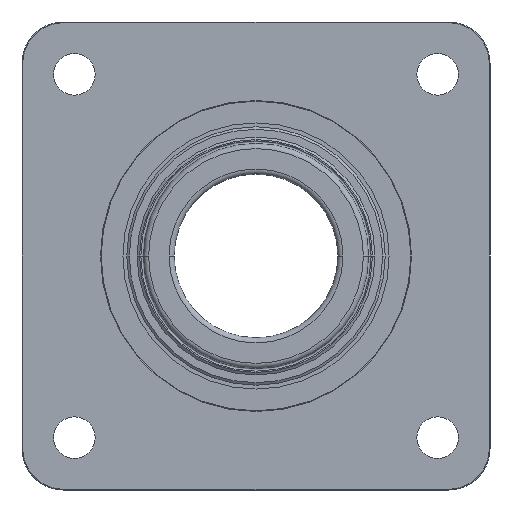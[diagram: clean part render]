
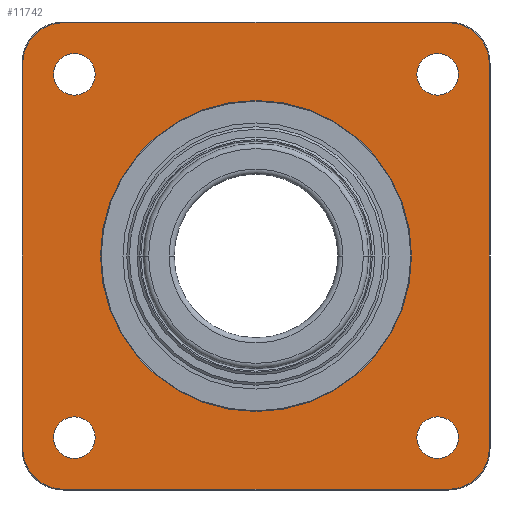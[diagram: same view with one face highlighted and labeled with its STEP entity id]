
A CAD part, left-side view. The second image highlights one B-rep face of the part: STEP entity #11742.
In plain terms, the highlighted planar face has unit normal (-1, 0, 0).
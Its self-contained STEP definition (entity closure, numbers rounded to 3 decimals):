
#9877=CARTESIAN_POINT('',(-16.38,55.5,-55.5));
#9878=DIRECTION('',(1.,0.,0.));
#9879=DIRECTION('',(0.,0.,1.));
#9880=AXIS2_PLACEMENT_3D('',#9877,#9878,#9879);
#9885=CARTESIAN_POINT('',(-16.38,55.5,-55.5));
#9886=DIRECTION('',(1.,0.,0.));
#9887=DIRECTION('',(0.,0.,-1.));
#9888=AXIS2_PLACEMENT_3D('',#9885,#9886,#9887);
#9893=CARTESIAN_POINT('',(-16.38,-55.5,-55.5));
#9894=DIRECTION('',(1.,0.,0.));
#9895=DIRECTION('',(0.,0.,1.));
#9896=AXIS2_PLACEMENT_3D('',#9893,#9894,#9895);
#9901=CARTESIAN_POINT('',(-16.38,-55.5,-55.5));
#9902=DIRECTION('',(1.,0.,0.));
#9903=DIRECTION('',(0.,0.,-1.));
#9904=AXIS2_PLACEMENT_3D('',#9901,#9902,#9903);
#9909=CARTESIAN_POINT('',(-16.38,-55.5,55.5));
#9910=DIRECTION('',(1.,0.,0.));
#9911=DIRECTION('',(0.,0.,1.));
#9912=AXIS2_PLACEMENT_3D('',#9909,#9910,#9911);
#9917=CARTESIAN_POINT('',(-16.38,-55.5,55.5));
#9918=DIRECTION('',(1.,0.,0.));
#9919=DIRECTION('',(0.,0.,-1.));
#9920=AXIS2_PLACEMENT_3D('',#9917,#9918,#9919);
#9925=CARTESIAN_POINT('',(-16.38,55.5,55.5));
#9926=DIRECTION('',(1.,0.,0.));
#9927=DIRECTION('',(0.,0.,1.));
#9928=AXIS2_PLACEMENT_3D('',#9925,#9926,#9927);
#9933=CARTESIAN_POINT('',(-16.38,55.5,55.5));
#9934=DIRECTION('',(1.,0.,0.));
#9935=DIRECTION('',(0.,0.,-1.));
#9936=AXIS2_PLACEMENT_3D('',#9933,#9934,#9935);
#9941=CARTESIAN_POINT('',(-16.38,0.,0.));
#9942=DIRECTION('',(-1.,0.,0.));
#9943=DIRECTION('',(0.,-1.,0.));
#9944=AXIS2_PLACEMENT_3D('',#9941,#9942,#9943);
#9949=CARTESIAN_POINT('',(-16.38,0.,0.));
#9950=DIRECTION('',(-1.,0.,0.));
#9951=DIRECTION('',(0.,1.,0.));
#9952=AXIS2_PLACEMENT_3D('',#9949,#9950,#9951);
#9957=CARTESIAN_POINT('',(-16.38,58.8,-58.8));
#9958=DIRECTION('',(-1.,0.,0.));
#9959=DIRECTION('',(0.,1.,0.));
#9960=AXIS2_PLACEMENT_3D('',#9957,#9958,#9959);
#9965=DIRECTION('',(0.,0.,-1.));
#9966=VECTOR('',#9965,117.6);
#9967=CARTESIAN_POINT('',(-16.38,71.3,58.8));
#9968=LINE('',#9967,#9966);
#9972=CARTESIAN_POINT('',(-16.38,58.8,58.8));
#9973=DIRECTION('',(-1.,0.,0.));
#9974=DIRECTION('',(0.,0.,1.));
#9975=AXIS2_PLACEMENT_3D('',#9972,#9973,#9974);
#9980=DIRECTION('',(0.,1.,0.));
#9981=VECTOR('',#9980,117.6);
#9982=CARTESIAN_POINT('',(-16.38,-58.8,71.3));
#9983=LINE('',#9982,#9981);
#9987=CARTESIAN_POINT('',(-16.38,-58.8,58.8));
#9988=DIRECTION('',(-1.,0.,0.));
#9989=DIRECTION('',(0.,-1.,0.));
#9990=AXIS2_PLACEMENT_3D('',#9987,#9988,#9989);
#9995=DIRECTION('',(0.,0.,1.));
#9996=VECTOR('',#9995,117.6);
#9997=CARTESIAN_POINT('',(-16.38,-71.3,-58.8));
#9998=LINE('',#9997,#9996);
#10002=CARTESIAN_POINT('',(-16.38,-58.8,-58.8));
#10003=DIRECTION('',(-1.,0.,0.));
#10004=DIRECTION('',(0.,0.,-1.));
#10005=AXIS2_PLACEMENT_3D('',#10002,#10003,#10004);
#10010=DIRECTION('',(0.,-1.,0.));
#10011=VECTOR('',#10010,117.6);
#10012=CARTESIAN_POINT('',(-16.38,58.8,-71.3));
#10013=LINE('',#10012,#10011);
#11370=CARTESIAN_POINT('',(-16.38,55.5,-49.15));
#11371=CARTESIAN_POINT('',(-16.38,55.5,-61.85));
#11372=VERTEX_POINT('',#11370);
#11373=VERTEX_POINT('',#11371);
#11374=CARTESIAN_POINT('',(-16.38,55.5,61.85));
#11375=CARTESIAN_POINT('',(-16.38,55.5,49.15));
#11376=VERTEX_POINT('',#11374);
#11377=VERTEX_POINT('',#11375);
#11378=CARTESIAN_POINT('',(-16.38,-55.5,61.85));
#11379=CARTESIAN_POINT('',(-16.38,-55.5,49.15));
#11380=VERTEX_POINT('',#11378);
#11381=VERTEX_POINT('',#11379);
#11382=CARTESIAN_POINT('',(-16.38,-55.5,-49.15));
#11383=CARTESIAN_POINT('',(-16.38,-55.5,-61.85));
#11384=VERTEX_POINT('',#11382);
#11385=VERTEX_POINT('',#11383);
#11462=CARTESIAN_POINT('',(-16.38,-47.52,0.));
#11463=CARTESIAN_POINT('',(-16.38,47.52,0.));
#11464=VERTEX_POINT('',#11462);
#11465=VERTEX_POINT('',#11463);
#11530=CARTESIAN_POINT('',(-16.38,71.3,-58.8));
#11531=CARTESIAN_POINT('',(-16.38,58.8,-71.3));
#11532=VERTEX_POINT('',#11530);
#11533=VERTEX_POINT('',#11531);
#11538=CARTESIAN_POINT('',(-16.38,-58.8,-71.3));
#11539=VERTEX_POINT('',#11538);
#11542=CARTESIAN_POINT('',(-16.38,-71.3,-58.8));
#11543=VERTEX_POINT('',#11542);
#11546=CARTESIAN_POINT('',(-16.38,-71.3,58.8));
#11547=VERTEX_POINT('',#11546);
#11550=CARTESIAN_POINT('',(-16.38,-58.8,71.3));
#11551=VERTEX_POINT('',#11550);
#11554=CARTESIAN_POINT('',(-16.38,58.8,71.3));
#11555=VERTEX_POINT('',#11554);
#11558=CARTESIAN_POINT('',(-16.38,71.3,58.8));
#11559=VERTEX_POINT('',#11558);
#11691=CARTESIAN_POINT('',(-16.38,0.,0.));
#11692=DIRECTION('',(1.,0.,0.));
#11693=DIRECTION('',(0.,-1.,0.));
#11694=AXIS2_PLACEMENT_3D('',#11691,#11692,#11693);
#11695=PLANE('',#11694);
#11697=ORIENTED_EDGE('',*,*,#11696,.F.);
#11699=ORIENTED_EDGE('',*,*,#11698,.F.);
#11701=ORIENTED_EDGE('',*,*,#11700,.F.);
#11703=ORIENTED_EDGE('',*,*,#11702,.F.);
#11705=ORIENTED_EDGE('',*,*,#11704,.F.);
#11707=ORIENTED_EDGE('',*,*,#11706,.F.);
#11709=ORIENTED_EDGE('',*,*,#11708,.F.);
#11711=ORIENTED_EDGE('',*,*,#11710,.F.);
#11712=EDGE_LOOP('',(#11697,#11699,#11701,#11703,#11705,#11707,#11709,#11711));
#11713=FACE_OUTER_BOUND('',#11712,.F.);
#11715=ORIENTED_EDGE('',*,*,#11714,.F.);
#11717=ORIENTED_EDGE('',*,*,#11716,.F.);
#11718=EDGE_LOOP('',(#11715,#11717));
#11719=FACE_BOUND('',#11718,.F.);
#11721=ORIENTED_EDGE('',*,*,#11720,.F.);
#11723=ORIENTED_EDGE('',*,*,#11722,.F.);
#11724=EDGE_LOOP('',(#11721,#11723));
#11725=FACE_BOUND('',#11724,.F.);
#11727=ORIENTED_EDGE('',*,*,#11726,.F.);
#11729=ORIENTED_EDGE('',*,*,#11728,.F.);
#11730=EDGE_LOOP('',(#11727,#11729));
#11731=FACE_BOUND('',#11730,.F.);
#11733=ORIENTED_EDGE('',*,*,#11732,.T.);
#11735=ORIENTED_EDGE('',*,*,#11734,.T.);
#11736=EDGE_LOOP('',(#11733,#11735));
#11737=FACE_BOUND('',#11736,.F.);
#11738=ORIENTED_EDGE('',*,*,#11667,.F.);
#11739=ORIENTED_EDGE('',*,*,#11685,.F.);
#11740=EDGE_LOOP('',(#11738,#11739));
#11741=FACE_BOUND('',#11740,.F.);
#9881=CIRCLE('',#9880,6.35);
#9889=CIRCLE('',#9888,6.35);
#9897=CIRCLE('',#9896,6.35);
#9905=CIRCLE('',#9904,6.35);
#9913=CIRCLE('',#9912,6.35);
#9921=CIRCLE('',#9920,6.35);
#9929=CIRCLE('',#9928,6.35);
#9937=CIRCLE('',#9936,6.35);
#9945=CIRCLE('',#9944,47.52);
#9953=CIRCLE('',#9952,47.52);
#9961=CIRCLE('',#9960,12.5);
#9976=CIRCLE('',#9975,12.5);
#9991=CIRCLE('',#9990,12.5);
#10006=CIRCLE('',#10005,12.5);
#11667=EDGE_CURVE('',#11372,#11373,#9881,.T.);
#11685=EDGE_CURVE('',#11373,#11372,#9889,.T.);
#11696=EDGE_CURVE('',#11532,#11533,#9961,.T.);
#11698=EDGE_CURVE('',#11559,#11532,#9968,.T.);
#11700=EDGE_CURVE('',#11555,#11559,#9976,.T.);
#11702=EDGE_CURVE('',#11551,#11555,#9983,.T.);
#11704=EDGE_CURVE('',#11547,#11551,#9991,.T.);
#11706=EDGE_CURVE('',#11543,#11547,#9998,.T.);
#11708=EDGE_CURVE('',#11539,#11543,#10006,.T.);
#11710=EDGE_CURVE('',#11533,#11539,#10013,.T.);
#11714=EDGE_CURVE('',#11384,#11385,#9897,.T.);
#11716=EDGE_CURVE('',#11385,#11384,#9905,.T.);
#11720=EDGE_CURVE('',#11380,#11381,#9913,.T.);
#11722=EDGE_CURVE('',#11381,#11380,#9921,.T.);
#11726=EDGE_CURVE('',#11376,#11377,#9929,.T.);
#11728=EDGE_CURVE('',#11377,#11376,#9937,.T.);
#11732=EDGE_CURVE('',#11464,#11465,#9945,.T.);
#11734=EDGE_CURVE('',#11465,#11464,#9953,.T.);
#11742=ADVANCED_FACE('',(#11713,#11719,#11725,#11731,#11737,#11741),#11695,.F.);
